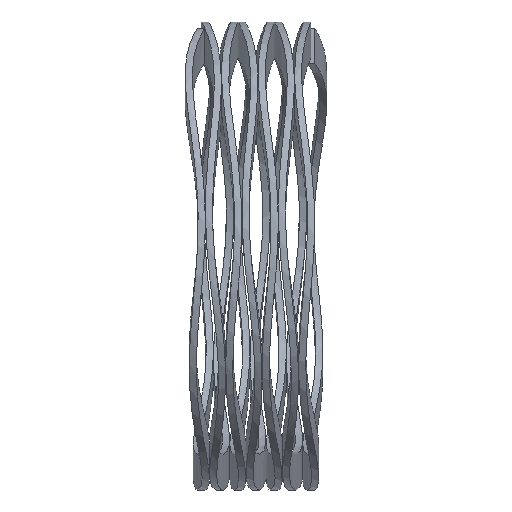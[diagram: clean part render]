
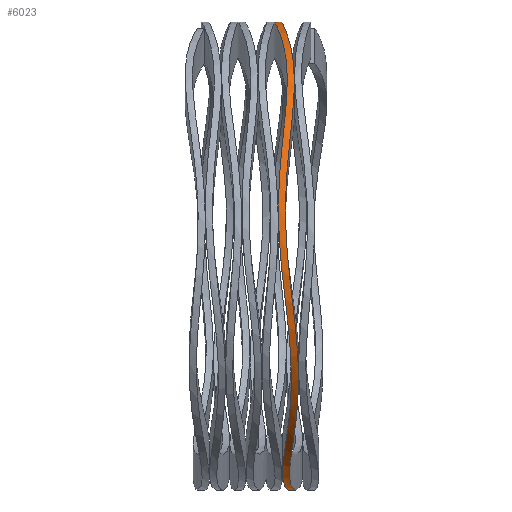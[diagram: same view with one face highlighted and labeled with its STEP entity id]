
A CAD part, left-side view. The second image highlights one B-rep face of the part: STEP entity #6023.
In plain terms, the highlighted cylindrical face has radius 9.75 mm (diameter 19.5 mm), a partial arc.
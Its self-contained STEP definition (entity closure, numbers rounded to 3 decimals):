
#28 = CARTESIAN_POINT ( 'NONE',  ( -9.751, 1.251, 0.63 ) ) ;
#173 = CARTESIAN_POINT ( 'NONE',  ( -4.318, 1.06, 8.765 ) ) ;
#176 = VERTEX_POINT ( 'NONE', #3136 ) ;
#224 = CARTESIAN_POINT ( 'NONE',  ( -9.253, 1.251, 3.139 ) ) ;
#233 = CARTESIAN_POINT ( 'NONE',  ( -8.518, 1.408, 4.909 ) ) ;
#256 = CARTESIAN_POINT ( 'NONE',  ( 0., -0.445, 0. ) ) ;
#569 = EDGE_CURVE ( 'NONE', #176, #2947, #4206, .T. ) ;
#798 = CARTESIAN_POINT ( 'NONE',  ( -8.461, 0.729, -4.887 ) ) ;
#828 = CYLINDRICAL_SURFACE ( 'NONE', #3296, 9.75 ) ;
#1131 = CARTESIAN_POINT ( 'NONE',  ( -3.138, 1.121, -9.253 ) ) ;
#1178 = CARTESIAN_POINT ( 'NONE',  ( -1.272, 0.995, -9.688 ) ) ;
#1294 = CARTESIAN_POINT ( 'NONE',  ( -4.319, 1.407, -8.765 ) ) ;
#1309 = DIRECTION ( 'NONE',  ( 0., 1., 0. ) ) ;
#1469 = CARTESIAN_POINT ( 'NONE',  ( -0.64, 1.444, 9.75 ) ) ;
#1568 = CARTESIAN_POINT ( 'NONE',  ( -9.688, 1.577, 1.269 ) ) ;
#1670 = CARTESIAN_POINT ( 'NONE',  ( -2.53, 1.581, 9.438 ) ) ;
#1716 = B_SPLINE_CURVE_WITH_KNOTS ( 'NONE', 3,
 ( #5926, #1469, #2371, #8167, #8828, #173, #2320, #3665, #5975, #5262, #6544, #224, #2943, #8736, #28, #4554, #3852, #8019, #4407, #7303, #798, #6587, #2425, #4786, #6878, #3378, #6788, #1131, #6126, #1178, #1762, #6216 ),
 .UNSPECIFIED., .F., .F.,
 ( 4, 2, 2, 2, 2, 2, 2, 2, 2, 2, 2, 2, 2, 2, 2, 4 ),
 ( 0., 0.062, 0.125, 0.187, 0.25, 0.375, 0.438, 0.5, 0.563, 0.625, 0.688, 0.75, 0.812, 0.875, 0.938, 1. ),
 .UNSPECIFIED. ) ;
#1762 = CARTESIAN_POINT ( 'NONE',  ( -0.636, 0.922, -9.75 ) ) ;
#2053 = CARTESIAN_POINT ( 'NONE',  ( -8.461, 1.026, -4.887 ) ) ;
#2283 = CARTESIAN_POINT ( 'NONE',  ( -4.883, 1.289, 8.463 ) ) ;
#2320 = CARTESIAN_POINT ( 'NONE',  ( -4.883, 0.995, 8.463 ) ) ;
#2330 = CARTESIAN_POINT ( 'NONE',  ( -6.443, 1.195, 7.346 ) ) ;
#2354 = DIRECTION ( 'NONE',  ( 0., 0., 1. ) ) ;
#2371 = CARTESIAN_POINT ( 'NONE',  ( -1.28, 1.407, 9.687 ) ) ;
#2425 = CARTESIAN_POINT ( 'NONE',  ( -7.343, 0.794, -6.446 ) ) ;
#2645 = ORIENTED_EDGE ( 'NONE', *, *, #5890, .T. ) ;
#2814 = CARTESIAN_POINT ( 'NONE',  ( -9.252, 1.139, -3.141 ) ) ;
#2943 = CARTESIAN_POINT ( 'NONE',  ( -9.439, 1.282, 2.524 ) ) ;
#2947 = VERTEX_POINT ( 'NONE', #8882 ) ;
#2954 = CARTESIAN_POINT ( 'NONE',  ( -9.75, 1.434, -0.645 ) ) ;
#2995 = VERTEX_POINT ( 'NONE', #6588 ) ;
#3136 = CARTESIAN_POINT ( 'NONE',  ( 0., 0.848, -9.75 ) ) ;
#3296 = AXIS2_PLACEMENT_3D ( 'NONE', #256, #4439, #2354 ) ;
#3378 = CARTESIAN_POINT ( 'NONE',  ( -4.885, 1.069, -8.462 ) ) ;
#3665 = CARTESIAN_POINT ( 'NONE',  ( -5.945, 0.914, 7.754 ) ) ;
#3676 = CARTESIAN_POINT ( 'NONE',  ( -9.751, 1.546, 0.63 ) ) ;
#3852 = CARTESIAN_POINT ( 'NONE',  ( -9.687, 1.064, -1.281 ) ) ;
#3861 = CARTESIAN_POINT ( 'NONE',  ( -9.439, 1.581, 2.524 ) ) ;
#4063 = VECTOR ( 'NONE', #1309, 1000. ) ;
#4168 = LINE ( 'NONE', #7778, #8421 ) ;
#4206 = LINE ( 'NONE', #6959, #4063 ) ;
#4332 = CARTESIAN_POINT ( 'NONE',  ( -3.138, 1.418, -9.254 ) ) ;
#4407 = CARTESIAN_POINT ( 'NONE',  ( -9.252, 0.845, -3.141 ) ) ;
#4439 = DIRECTION ( 'NONE',  ( 0., 1., 0. ) ) ;
#4465 = CARTESIAN_POINT ( 'NONE',  ( -9.687, 1.357, -1.281 ) ) ;
#4554 = CARTESIAN_POINT ( 'NONE',  ( -9.75, 1.142, -0.645 ) ) ;
#4616 = CARTESIAN_POINT ( 'NONE',  ( -1.28, 1.702, 9.687 ) ) ;
#4786 = CARTESIAN_POINT ( 'NONE',  ( -6.441, 0.901, -7.348 ) ) ;
#4896 = CARTESIAN_POINT ( 'NONE',  ( -1.272, 1.288, -9.688 ) ) ;
#4993 = CARTESIAN_POINT ( 'NONE',  ( -8.764, 1.048, -4.32 ) ) ;
#5034 = ORIENTED_EDGE ( 'NONE', *, *, #569, .F. ) ;
#5040 = CARTESIAN_POINT ( 'NONE',  ( 0., 1.141, -9.75 ) ) ;
#5103 = CARTESIAN_POINT ( 'NONE',  ( 0., 1.747, 9.75 ) ) ;
#5262 = CARTESIAN_POINT ( 'NONE',  ( -7.798, 0.952, 5.989 ) ) ;
#5273 = CARTESIAN_POINT ( 'NONE',  ( -5.945, 1.21, 7.754 ) ) ;
#5402 = ORIENTED_EDGE ( 'NONE', *, *, #7702, .F. ) ;
#5653 = CARTESIAN_POINT ( 'NONE',  ( -5.946, 1.267, -7.753 ) ) ;
#5890 = EDGE_CURVE ( 'NONE', #2995, #5903, #4168, .T. ) ;
#5903 = VERTEX_POINT ( 'NONE', #5103 ) ;
#5926 = CARTESIAN_POINT ( 'NONE',  ( 0., 1.45, 9.75 ) ) ;
#5975 = CARTESIAN_POINT ( 'NONE',  ( -6.443, 0.897, 7.346 ) ) ;
#6023 = ADVANCED_FACE ( 'NONE', ( #8052 ), #828, .T. ) ;
#6126 = CARTESIAN_POINT ( 'NONE',  ( -2.523, 1.093, -9.439 ) ) ;
#6216 = CARTESIAN_POINT ( 'NONE',  ( 0., 0.848, -9.75 ) ) ;
#6544 = CARTESIAN_POINT ( 'NONE',  ( -8.518, 1.106, 4.909 ) ) ;
#6587 = CARTESIAN_POINT ( 'NONE',  ( -7.75, 0.753, -5.95 ) ) ;
#6588 = CARTESIAN_POINT ( 'NONE',  ( 0., 1.45, 9.75 ) ) ;
#6788 = CARTESIAN_POINT ( 'NONE',  ( -4.319, 1.108, -8.765 ) ) ;
#6792 = ORIENTED_EDGE ( 'NONE', *, *, #7281, .F. ) ;
#6878 = CARTESIAN_POINT ( 'NONE',  ( -5.946, 0.966, -7.753 ) ) ;
#6959 = CARTESIAN_POINT ( 'NONE',  ( 0., -0.445, -9.75 ) ) ;
#7224 = CARTESIAN_POINT ( 'NONE',  ( -7.343, 1.094, -6.446 ) ) ;
#7252 = B_SPLINE_CURVE_WITH_KNOTS ( 'NONE', 3,
 ( #5040, #7846, #4896, #7801, #4332, #1294, #7942, #5653, #8562, #7224, #9329, #2053, #4993, #2814, #8609, #4465, #2954, #3676, #1568, #3861, #8892, #233, #8943, #2330, #5273, #2283, #8792, #7512, #1670, #4616, #8078, #7358 ),
 .UNSPECIFIED., .F., .F.,
 ( 4, 2, 2, 2, 2, 2, 2, 2, 2, 2, 2, 2, 2, 2, 2, 4 ),
 ( 0., 0.062, 0.125, 0.187, 0.25, 0.312, 0.375, 0.437, 0.5, 0.562, 0.625, 0.75, 0.812, 0.875, 0.937, 1. ),
 .UNSPECIFIED. ) ;
#7281 = EDGE_CURVE ( 'NONE', #2947, #5903, #7252, .T. ) ;
#7303 = CARTESIAN_POINT ( 'NONE',  ( -8.764, 0.753, -4.32 ) ) ;
#7358 = CARTESIAN_POINT ( 'NONE',  ( 0., 1.747, 9.75 ) ) ;
#7512 = CARTESIAN_POINT ( 'NONE',  ( -3.142, 1.501, 9.252 ) ) ;
#7570 = EDGE_LOOP ( 'NONE', ( #5034, #5402, #2645, #6792 ) ) ;
#7702 = EDGE_CURVE ( 'NONE', #2995, #176, #1716, .T. ) ;
#7778 = CARTESIAN_POINT ( 'NONE',  ( 0., -0.445, 9.75 ) ) ;
#7801 = CARTESIAN_POINT ( 'NONE',  ( -2.523, 1.389, -9.439 ) ) ;
#7823 = DIRECTION ( 'NONE',  ( 0., 1., 0. ) ) ;
#7846 = CARTESIAN_POINT ( 'NONE',  ( -0.636, 1.215, -9.75 ) ) ;
#7942 = CARTESIAN_POINT ( 'NONE',  ( -4.885, 1.369, -8.462 ) ) ;
#8019 = CARTESIAN_POINT ( 'NONE',  ( -9.438, 0.915, -2.528 ) ) ;
#8052 = FACE_OUTER_BOUND ( 'NONE', #7570, .T. ) ;
#8078 = CARTESIAN_POINT ( 'NONE',  ( -0.64, 1.74, 9.75 ) ) ;
#8167 = CARTESIAN_POINT ( 'NONE',  ( -2.53, 1.288, 9.438 ) ) ;
#8421 = VECTOR ( 'NONE', #7823, 1000. ) ;
#8562 = CARTESIAN_POINT ( 'NONE',  ( -6.441, 1.202, -7.348 ) ) ;
#8609 = CARTESIAN_POINT ( 'NONE',  ( -9.438, 1.208, -2.528 ) ) ;
#8736 = CARTESIAN_POINT ( 'NONE',  ( -9.688, 1.281, 1.269 ) ) ;
#8792 = CARTESIAN_POINT ( 'NONE',  ( -4.318, 1.354, 8.766 ) ) ;
#8828 = CARTESIAN_POINT ( 'NONE',  ( -3.142, 1.209, 9.252 ) ) ;
#8882 = CARTESIAN_POINT ( 'NONE',  ( 0., 1.141, -9.75 ) ) ;
#8892 = CARTESIAN_POINT ( 'NONE',  ( -9.253, 1.55, 3.139 ) ) ;
#8943 = CARTESIAN_POINT ( 'NONE',  ( -7.798, 1.253, 5.989 ) ) ;
#9329 = CARTESIAN_POINT ( 'NONE',  ( -7.75, 1.052, -5.95 ) ) ;
